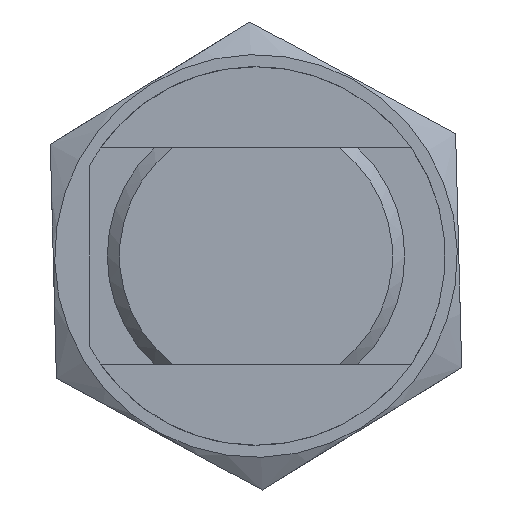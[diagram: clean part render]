
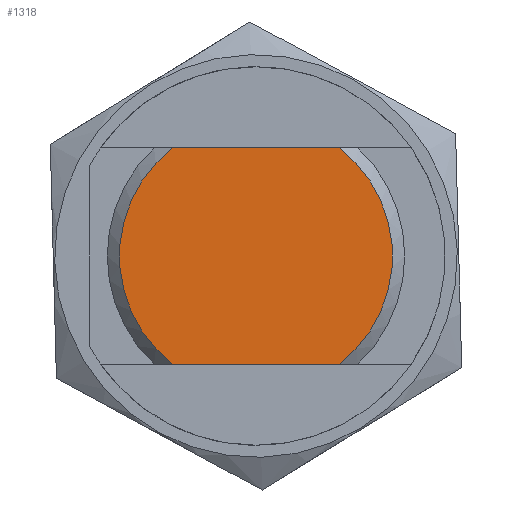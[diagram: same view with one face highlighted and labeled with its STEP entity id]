
A CAD part, front view. The second image highlights one B-rep face of the part: STEP entity #1318.
In plain terms, the highlighted planar face has unit normal (0, -1, 0).
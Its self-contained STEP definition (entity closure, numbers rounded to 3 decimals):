
#71=PLANE('',#1544);
#103=LINE('',#2075,#176);
#116=LINE('',#2115,#189);
#176=VECTOR('',#1663,10.);
#189=VECTOR('',#1690,10.);
#289=FACE_OUTER_BOUND('',#369,.T.);
#369=EDGE_LOOP('',(#994,#995,#996,#997));
#423=CIRCLE('',#1482,10.1);
#427=CIRCLE('',#1489,10.1);
#533=VERTEX_POINT('',#2055);
#536=VERTEX_POINT('',#2062);
#539=VERTEX_POINT('',#2074);
#547=VERTEX_POINT('',#2094);
#665=EDGE_CURVE('',#536,#533,#423,.T.);
#669=EDGE_CURVE('',#539,#533,#103,.T.);
#680=EDGE_CURVE('',#539,#547,#427,.T.);
#688=EDGE_CURVE('',#536,#547,#116,.T.);
#994=ORIENTED_EDGE('',*,*,#665,.F.);
#995=ORIENTED_EDGE('',*,*,#688,.T.);
#996=ORIENTED_EDGE('',*,*,#680,.F.);
#997=ORIENTED_EDGE('',*,*,#669,.T.);
#1318=ADVANCED_FACE('',(#289),#71,.T.);
#1482=AXIS2_PLACEMENT_3D('',#2066,#1653,#1654);
#1489=AXIS2_PLACEMENT_3D('',#2100,#1676,#1677);
#1544=AXIS2_PLACEMENT_3D('',#2254,#1811,#1812);
#1653=DIRECTION('center_axis',(0.,1.,0.));
#1654=DIRECTION('ref_axis',(-1.,0.,0.));
#1663=DIRECTION('',(-1.,0.,0.));
#1676=DIRECTION('center_axis',(0.,1.,0.));
#1677=DIRECTION('ref_axis',(1.,0.,0.));
#1690=DIRECTION('',(1.,0.,0.));
#1811=DIRECTION('center_axis',(0.,-1.,0.));
#1812=DIRECTION('ref_axis',(0.,0.,-1.));
#2055=CARTESIAN_POINT('',(-6.165,0.,8.));
#2062=CARTESIAN_POINT('',(-6.165,0.,-8.));
#2066=CARTESIAN_POINT('Origin',(0.,0.,0.));
#2074=CARTESIAN_POINT('',(6.165,0.,8.));
#2075=CARTESIAN_POINT('',(-15.25,0.,8.));
#2094=CARTESIAN_POINT('',(6.165,0.,-8.));
#2100=CARTESIAN_POINT('Origin',(0.,0.,0.));
#2115=CARTESIAN_POINT('',(9.75,0.,-8.));
#2254=CARTESIAN_POINT('Origin',(-5.5,0.,0.));
